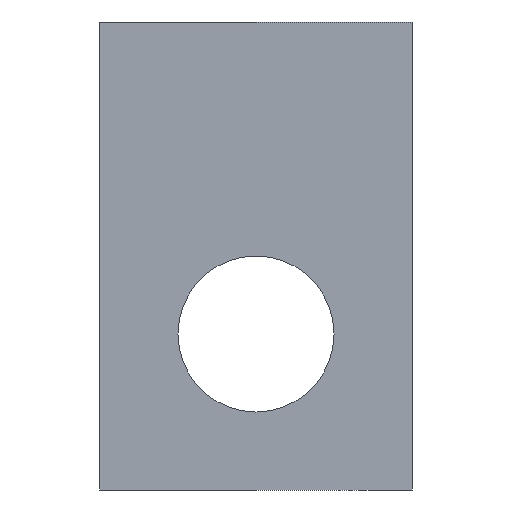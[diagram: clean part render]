
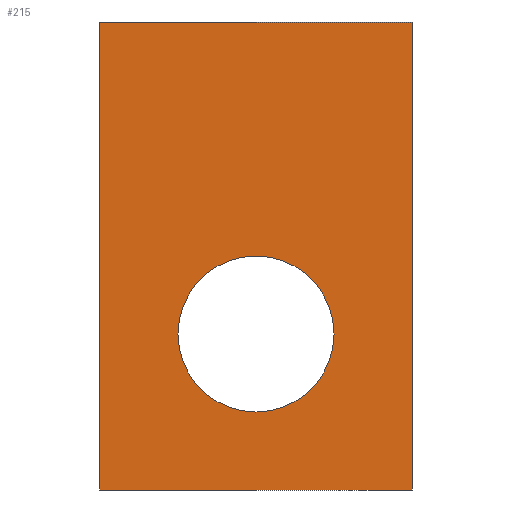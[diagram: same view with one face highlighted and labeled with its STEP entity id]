
A CAD part, left-side view. The second image highlights one B-rep face of the part: STEP entity #215.
In plain terms, the highlighted planar face has unit normal (-1, 0, 0).
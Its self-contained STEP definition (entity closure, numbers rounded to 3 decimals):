
#5 = EDGE_CURVE ( 'NONE', #290, #107, #86, .T. ) ;
#20 = DIRECTION ( 'NONE',  ( 0., 0., 1. ) ) ;
#22 = CARTESIAN_POINT ( 'NONE',  ( 0., 0., -12. ) ) ;
#24 = PLANE ( 'NONE',  #255 ) ;
#37 = DIRECTION ( 'NONE',  ( -1., 0., 0. ) ) ;
#40 = ORIENTED_EDGE ( 'NONE', *, *, #312, .F. ) ;
#57 = LINE ( 'NONE', #374, #322 ) ;
#58 = DIRECTION ( 'NONE',  ( -1., 0., 0. ) ) ;
#64 = CARTESIAN_POINT ( 'NONE',  ( 0., 0., 0. ) ) ;
#73 = LINE ( 'NONE', #259, #173 ) ;
#86 = CIRCLE ( 'NONE', #280, 2. ) ;
#88 = AXIS2_PLACEMENT_3D ( 'NONE', #442, #306, #341 ) ;
#91 = DIRECTION ( 'NONE',  ( 0., -1., 0. ) ) ;
#104 = CARTESIAN_POINT ( 'NONE',  ( 0., 0., 0. ) ) ;
#107 = VERTEX_POINT ( 'NONE', #217 ) ;
#111 = CARTESIAN_POINT ( 'NONE',  ( 0., 4., -8. ) ) ;
#136 = LINE ( 'NONE', #64, #326 ) ;
#147 = VECTOR ( 'NONE', #91, 1000. ) ;
#148 = ORIENTED_EDGE ( 'NONE', *, *, #282, .F. ) ;
#173 = VECTOR ( 'NONE', #298, 1000. ) ;
#184 = ORIENTED_EDGE ( 'NONE', *, *, #436, .F. ) ;
#197 = VERTEX_POINT ( 'NONE', #22 ) ;
#199 = CARTESIAN_POINT ( 'NONE',  ( 0., 8., -12. ) ) ;
#200 = FACE_OUTER_BOUND ( 'NONE', #276, .T. ) ;
#208 = ORIENTED_EDGE ( 'NONE', *, *, #378, .T. ) ;
#215 = ADVANCED_FACE ( 'NONE', ( #388, #200 ), #24, .T. ) ;
#217 = CARTESIAN_POINT ( 'NONE',  ( 0., 4., -6. ) ) ;
#255 = AXIS2_PLACEMENT_3D ( 'NONE', #261, #58, #20 ) ;
#258 = EDGE_CURVE ( 'NONE', #345, #358, #73, .T. ) ;
#259 = CARTESIAN_POINT ( 'NONE',  ( 0., 8., 0. ) ) ;
#261 = CARTESIAN_POINT ( 'NONE',  ( 0., 8., 0. ) ) ;
#276 = EDGE_LOOP ( 'NONE', ( #184, #40, #333, #208 ) ) ;
#280 = AXIS2_PLACEMENT_3D ( 'NONE', #111, #37, #321 ) ;
#282 = EDGE_CURVE ( 'NONE', #107, #290, #419, .T. ) ;
#290 = VERTEX_POINT ( 'NONE', #368 ) ;
#298 = DIRECTION ( 'NONE',  ( 0., 0., -1. ) ) ;
#304 = CARTESIAN_POINT ( 'NONE',  ( 0., 8., 0. ) ) ;
#306 = DIRECTION ( 'NONE',  ( -1., 0., 0. ) ) ;
#310 = DIRECTION ( 'NONE',  ( 0., 0., -1. ) ) ;
#312 = EDGE_CURVE ( 'NONE', #345, #439, #379, .T. ) ;
#321 = DIRECTION ( 'NONE',  ( 0., 0., 1. ) ) ;
#322 = VECTOR ( 'NONE', #413, 1000. ) ;
#326 = VECTOR ( 'NONE', #310, 1000. ) ;
#333 = ORIENTED_EDGE ( 'NONE', *, *, #258, .T. ) ;
#341 = DIRECTION ( 'NONE',  ( 0., 0., 1. ) ) ;
#345 = VERTEX_POINT ( 'NONE', #409 ) ;
#358 = VERTEX_POINT ( 'NONE', #199 ) ;
#365 = ORIENTED_EDGE ( 'NONE', *, *, #5, .F. ) ;
#368 = CARTESIAN_POINT ( 'NONE',  ( 0., 4., -10. ) ) ;
#374 = CARTESIAN_POINT ( 'NONE',  ( 0., 8., -12. ) ) ;
#378 = EDGE_CURVE ( 'NONE', #358, #197, #57, .T. ) ;
#379 = LINE ( 'NONE', #304, #147 ) ;
#388 = FACE_BOUND ( 'NONE', #450, .T. ) ;
#409 = CARTESIAN_POINT ( 'NONE',  ( 0., 8., 0. ) ) ;
#413 = DIRECTION ( 'NONE',  ( 0., -1., 0. ) ) ;
#419 = CIRCLE ( 'NONE', #88, 2. ) ;
#436 = EDGE_CURVE ( 'NONE', #439, #197, #136, .T. ) ;
#439 = VERTEX_POINT ( 'NONE', #104 ) ;
#442 = CARTESIAN_POINT ( 'NONE',  ( 0., 4., -8. ) ) ;
#450 = EDGE_LOOP ( 'NONE', ( #148, #365 ) ) ;
